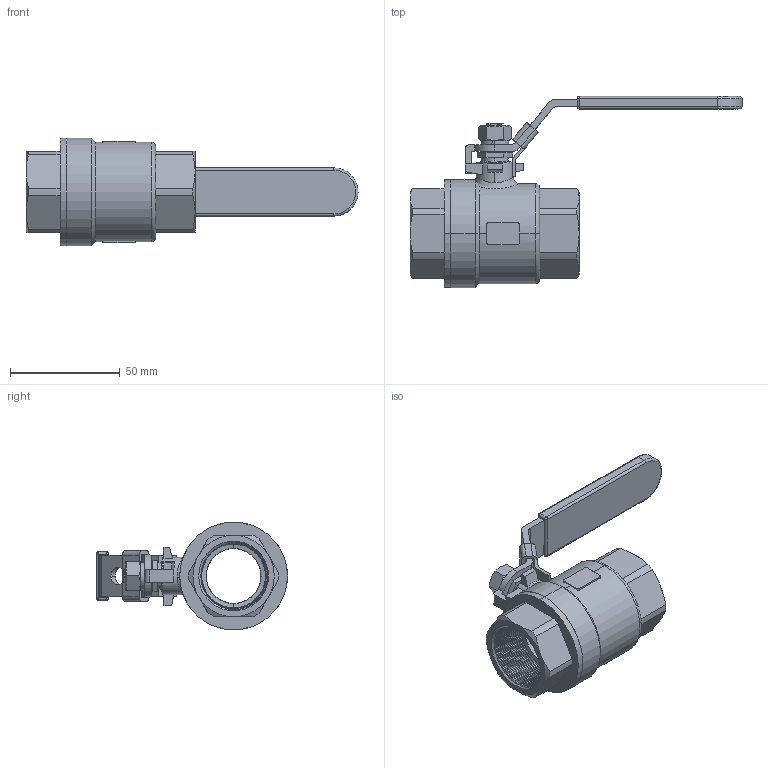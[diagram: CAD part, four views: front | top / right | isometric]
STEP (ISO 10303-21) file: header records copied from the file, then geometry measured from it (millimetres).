
FILE_DESCRIPTION (( 'STEP AP214' ), '1' );
FILE_NAME ('DN25轻型两片式球阀装配图.STEP', '2023-11-14T00:24:22', ( 'Windows User' ), ( 'P R C' ), 'SwSTEP 2.0', 'SolidWorks 2016', '' );
FILE_SCHEMA (( 'AUTOMOTIVE_DESIGN' ));
Length unit declared in the file: millimetre
Products named in the file (14): 蟀諉粟菜M8; 1.0概极; DN25轻型两片式球阀装配图; 1.0湮え; 蹟譫M8-0.5-1.0; 0.75-1.0笢諳; 0.75-1.0跡擘; 0.75-1.0СƬ; 0.75-1.0參忒; 1.0球; 0.75-1.0參杶; 1.0概裔; 0.75-1.0笢粣; 1.0球垫
Assembly tree (14 placements, depth 2):
  DN25轻型两片式球阀装配图
    1.0概极
    1.0概裔
    0.75-1.0參忒
    0.75-1.0參杶
    0.75-1.0跡擘
    0.75-1.0СƬ
    0.75-1.0笢諳
    0.75-1.0笢粣
    1.0湮え
    1.0球
    1.0球垫  x2
    蹟譫M8-0.5-1.0
    蟀諉粟菜M8
Bounding box: 151.1 x 86.98 x 49.1 mm (x, y, z)
Volume: 80312.3 mm3; surface area: 60833.8 mm2
Topology: 17 solids, 17 shells, 539 faces, 1410 edges, 911 vertices
Faces by surface type: cylinder 255, plane 154, bspline 67, cone 63
Entity records: 36590 total; most frequent: CARTESIAN_POINT 24243, ORIENTED_EDGE 2764, DIRECTION 2140, EDGE_CURVE 1382, VERTEX_POINT 899, AXIS2_PLACEMENT_3D 798, EDGE_LOOP 567, LINE 544
